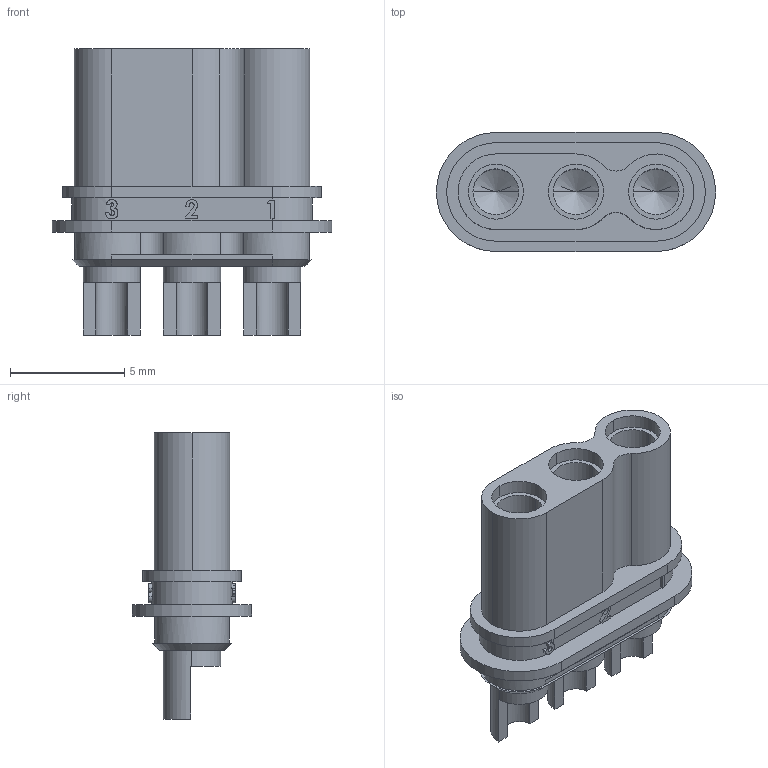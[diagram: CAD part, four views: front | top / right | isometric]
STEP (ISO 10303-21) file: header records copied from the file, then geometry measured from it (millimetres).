
FILE_DESCRIPTION (( 'STEP AP214' ), '1' );
FILE_NAME ('Amass MR30-FB_default.STEP', '2025-03-31T14:03:34', ( '' ), ( '' ), 'SwSTEP 2.0', 'SolidWorks 2025', '' );
FILE_SCHEMA (( 'AUTOMOTIVE_DESIGN' ));
Length unit declared in the file: millimetre
Products named in the file (1): Amass MR30-FB_default_default
Bounding box: 12.2 x 5.2 x 12.5 mm (x, y, z)
Volume: 246.4 mm3; surface area: 1025.1 mm2
Topology: 4 solids, 4 shells, 200 faces, 532 edges, 344 vertices
Faces by surface type: plane 84, cylinder 63, bspline 38, cone 15
Entity records: 8104 total; most frequent: CARTESIAN_POINT 3267, ORIENTED_EDGE 1040, DIRECTION 910, EDGE_CURVE 520, VERTEX_POINT 344, AXIS2_PLACEMENT_3D 316, VECTOR 278, LINE 278
